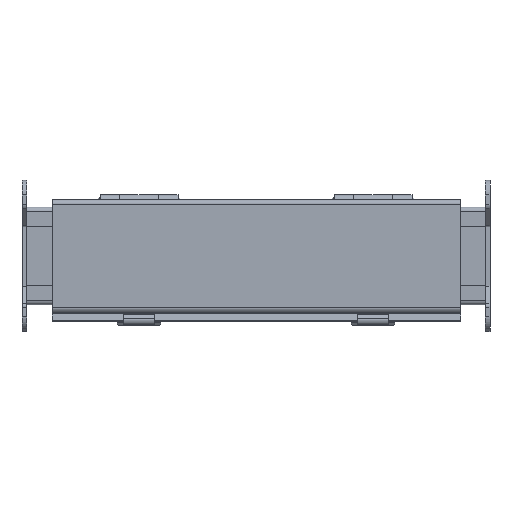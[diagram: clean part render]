
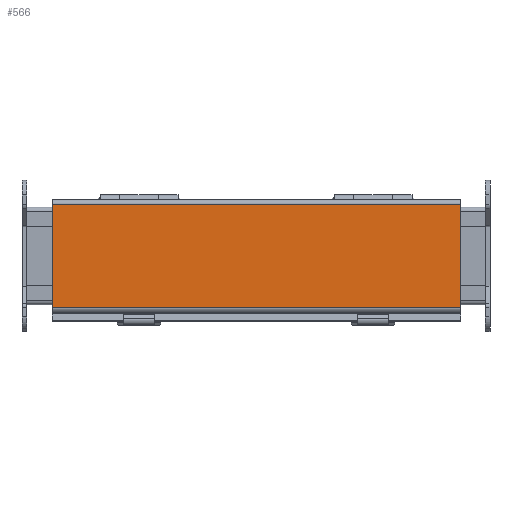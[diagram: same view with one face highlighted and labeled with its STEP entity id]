
A CAD part, top view. The second image highlights one B-rep face of the part: STEP entity #566.
In plain terms, the highlighted planar face has unit normal (0, 0, 1).
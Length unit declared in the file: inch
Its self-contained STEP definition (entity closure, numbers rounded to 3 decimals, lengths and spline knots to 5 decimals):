
#110 = EDGE_CURVE ( 'NONE', #7107, #11184, #5886, .T. ) ;
#369 = EDGE_LOOP ( 'NONE', ( #4064, #6007, #1552, #5954 ) ) ;
#566 = ADVANCED_FACE ( 'NONE', ( #4352 ), #11639, .T. ) ;
#767 = EDGE_CURVE ( 'NONE', #7478, #4913, #11807, .T. ) ;
#957 = AXIS2_PLACEMENT_3D ( 'NONE', #5028, #6822, #7070 ) ;
#966 = DIRECTION ( 'NONE',  ( 0., 1., 0. ) ) ;
#1552 = ORIENTED_EDGE ( 'NONE', *, *, #6743, .T. ) ;
#1704 = CARTESIAN_POINT ( 'NONE',  ( -5.218, 1.3285, 2.672 ) ) ;
#1761 = VECTOR ( 'NONE', #966, 39.37008 ) ;
#3628 = EDGE_CURVE ( 'NONE', #4913, #7107, #4002, .T. ) ;
#4002 = LINE ( 'NONE', #11344, #5686 ) ;
#4064 = ORIENTED_EDGE ( 'NONE', *, *, #3628, .T. ) ;
#4352 = FACE_OUTER_BOUND ( 'NONE', #369, .T. ) ;
#4808 = VECTOR ( 'NONE', #5379, 39.37008 ) ;
#4913 = VERTEX_POINT ( 'NONE', #8652 ) ;
#5028 = CARTESIAN_POINT ( 'NONE',  ( -5.218, -1.4385, 2.672 ) ) ;
#5379 = DIRECTION ( 'NONE',  ( -1., 0., 0. ) ) ;
#5686 = VECTOR ( 'NONE', #6586, 39.37008 ) ;
#5886 = LINE ( 'NONE', #7552, #10214 ) ;
#5954 = ORIENTED_EDGE ( 'NONE', *, *, #767, .T. ) ;
#6007 = ORIENTED_EDGE ( 'NONE', *, *, #110, .T. ) ;
#6518 = LINE ( 'NONE', #6691, #1761 ) ;
#6586 = DIRECTION ( 'NONE',  ( 0., -1., 0. ) ) ;
#6691 = CARTESIAN_POINT ( 'NONE',  ( 5.25, -1.4385, 2.672 ) ) ;
#6743 = EDGE_CURVE ( 'NONE', #11184, #7478, #6518, .T. ) ;
#6822 = DIRECTION ( 'NONE',  ( 0., 0., 1. ) ) ;
#7070 = DIRECTION ( 'NONE',  ( 1., 0., 0. ) ) ;
#7107 = VERTEX_POINT ( 'NONE', #9869 ) ;
#7238 = CARTESIAN_POINT ( 'NONE',  ( 5.25, 1.3285, 2.672 ) ) ;
#7478 = VERTEX_POINT ( 'NONE', #7238 ) ;
#7552 = CARTESIAN_POINT ( 'NONE',  ( -5.218, -1.3305, 2.672 ) ) ;
#8652 = CARTESIAN_POINT ( 'NONE',  ( -5.218, 1.3285, 2.672 ) ) ;
#9869 = CARTESIAN_POINT ( 'NONE',  ( -5.218, -1.3305, 2.672 ) ) ;
#10021 = CARTESIAN_POINT ( 'NONE',  ( 5.25, -1.3305, 2.672 ) ) ;
#10214 = VECTOR ( 'NONE', #11412, 39.37008 ) ;
#11184 = VERTEX_POINT ( 'NONE', #10021 ) ;
#11344 = CARTESIAN_POINT ( 'NONE',  ( -5.218, -1.4385, 2.672 ) ) ;
#11412 = DIRECTION ( 'NONE',  ( 1., 0., 0. ) ) ;
#11639 = PLANE ( 'NONE',  #957 ) ;
#11807 = LINE ( 'NONE', #1704, #4808 ) ;
